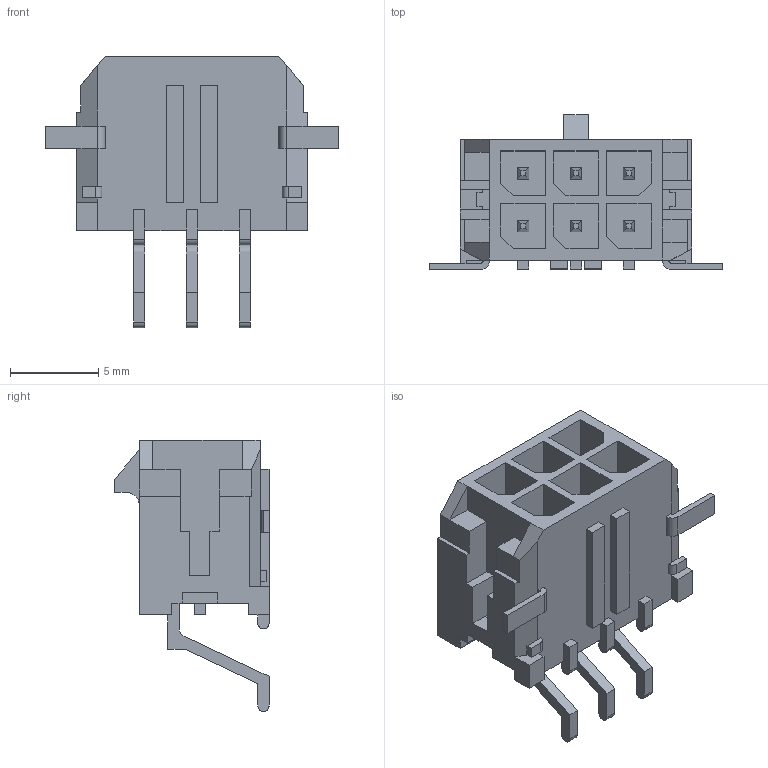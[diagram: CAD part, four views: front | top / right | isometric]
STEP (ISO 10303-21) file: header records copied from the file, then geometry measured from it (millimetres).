
FILE_DESCRIPTION((''),'2;1');
FILE_NAME('430450610','2020-04-16T',('gga'),(''),'PRO/ENGINEER BY PARAMETRIC TECHNOLOGY CORPORATION, 2016010','PRO/ENGINEER BY PARAMETRIC TECHNOLOGY CORPORATION, 2016010','');
FILE_SCHEMA(('CONFIG_CONTROL_DESIGN'));
Length unit declared in the file: millimetre
Products named in the file (1): 430450610
Bounding box: 16.65 x 8.77 x 15.4 mm (x, y, z)
Volume: 557.7 mm3; surface area: 1230.7 mm2
Topology: 1 solids, 4 shells, 343 faces, 924 edges, 608 vertices
Faces by surface type: plane 327, cylinder 16
Entity records: 10455 total; most frequent: CARTESIAN_POINT 1840, ORIENTED_EDGE 1780, DIRECTION 1644, VECTOR 892, LINE 892, EDGE_CURVE 890, VERTEX_POINT 572, AXIS2_PLACEMENT_3D 376
